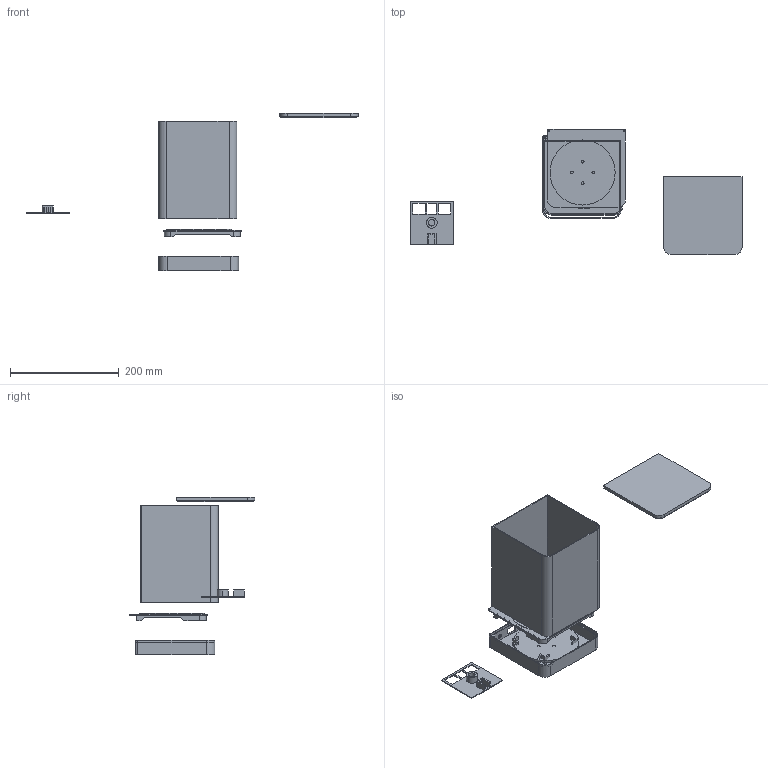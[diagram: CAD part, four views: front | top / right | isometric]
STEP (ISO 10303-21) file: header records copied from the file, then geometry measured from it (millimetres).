
FILE_DESCRIPTION (( 'STEP AP214' ), '1' );
FILE_NAME ('full.STEP', '2025-04-16T13:30:40', ( '' ), ( '' ), 'SwSTEP 2.0', 'SolidWorks 2022', '' );
FILE_SCHEMA (( 'AUTOMOTIVE_DESIGN' ));
Length unit declared in the file: millimetre
Products named in the file (7): full; dong_co; tren; de; mam_sp; mica; de_tren
Assembly tree (7 placements, depth 2):
  full
    de
    de_tren
    mica
    tren
    mam_sp  x2
    dong_co
Bounding box: 611.86 x 231.75 x 290.95 mm (x, y, z)
Volume: 576754.2 mm3; surface area: 435514.5 mm2
Topology: 7 solids, 15 shells, 295 faces, 737 edges, 490 vertices
Faces by surface type: plane 207, cylinder 70, bspline 18
Entity records: 9911 total; most frequent: CARTESIAN_POINT 2704, ORIENTED_EDGE 1414, DIRECTION 1329, EDGE_CURVE 707, VECTOR 547, LINE 547, VERTEX_POINT 470, AXIS2_PLACEMENT_3D 391
